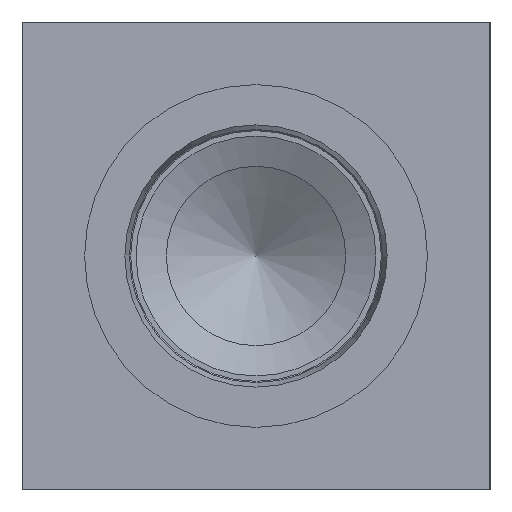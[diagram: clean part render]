
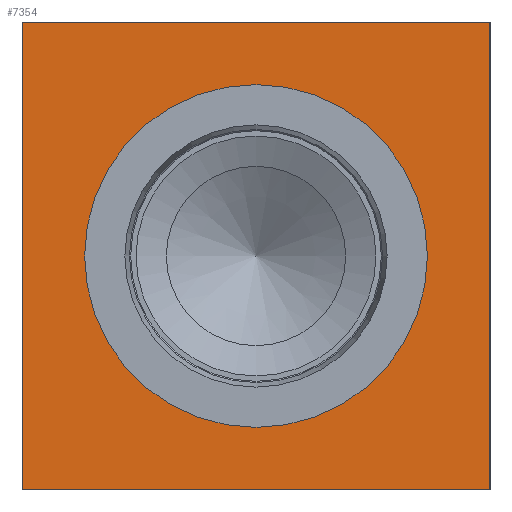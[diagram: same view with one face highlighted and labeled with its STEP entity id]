
A CAD part, left-side view. The second image highlights one B-rep face of the part: STEP entity #7354.
In plain terms, the highlighted planar face has unit normal (-1, 0, 0).
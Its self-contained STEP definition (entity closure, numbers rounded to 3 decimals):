
#126=CIRCLE('',#7653,32.563);
#127=CIRCLE('',#7654,32.563);
#246=FACE_BOUND('',#1336,.T.);
#911=FACE_OUTER_BOUND('',#1335,.T.);
#1335=EDGE_LOOP('',(#6432,#6433,#6434,#6435));
#1336=EDGE_LOOP('',(#6436,#6437));
#1601=LINE('',#11297,#2299);
#2039=LINE('',#12594,#2737);
#2040=LINE('',#12595,#2738);
#2041=LINE('',#12596,#2739);
#2299=VECTOR('',#8167,10.);
#2737=VECTOR('',#9283,10.);
#2738=VECTOR('',#9284,10.);
#2739=VECTOR('',#9285,10.);
#3027=VERTEX_POINT('',#11290);
#3030=VERTEX_POINT('',#11295);
#3343=VERTEX_POINT('',#12347);
#3344=VERTEX_POINT('',#12348);
#3421=VERTEX_POINT('',#12592);
#3422=VERTEX_POINT('',#12593);
#3851=EDGE_CURVE('',#3030,#3027,#1601,.T.);
#4315=EDGE_CURVE('',#3343,#3344,#126,.T.);
#4316=EDGE_CURVE('',#3344,#3343,#127,.T.);
#4431=EDGE_CURVE('',#3421,#3422,#2039,.T.);
#4432=EDGE_CURVE('',#3422,#3027,#2040,.T.);
#4433=EDGE_CURVE('',#3421,#3030,#2041,.T.);
#6432=ORIENTED_EDGE('',*,*,#4431,.T.);
#6433=ORIENTED_EDGE('',*,*,#4432,.T.);
#6434=ORIENTED_EDGE('',*,*,#3851,.F.);
#6435=ORIENTED_EDGE('',*,*,#4433,.F.);
#6436=ORIENTED_EDGE('',*,*,#4315,.T.);
#6437=ORIENTED_EDGE('',*,*,#4316,.T.);
#6684=PLANE('',#7777);
#7354=ADVANCED_FACE('',(#911,#246),#6684,.T.);
#7653=AXIS2_PLACEMENT_3D('',#12349,#8991,#8992);
#7654=AXIS2_PLACEMENT_3D('',#12350,#8993,#8994);
#7777=AXIS2_PLACEMENT_3D('',#12591,#9281,#9282);
#8167=DIRECTION('',(0.,-1.,0.));
#8991=DIRECTION('center_axis',(1.,0.,0.));
#8992=DIRECTION('ref_axis',(0.,0.,1.));
#8993=DIRECTION('center_axis',(1.,0.,0.));
#8994=DIRECTION('ref_axis',(0.,0.,1.));
#9281=DIRECTION('center_axis',(-1.,0.,0.));
#9282=DIRECTION('ref_axis',(0.,-1.,0.));
#9283=DIRECTION('',(0.,-1.,0.));
#9284=DIRECTION('',(0.,0.,1.));
#9285=DIRECTION('',(0.,0.,1.));
#11290=CARTESIAN_POINT('',(0.,0.,88.9));
#11295=CARTESIAN_POINT('',(0.,88.9,88.9));
#11297=CARTESIAN_POINT('',(0.,88.9,88.9));
#12347=CARTESIAN_POINT('',(0.,44.45,77.013));
#12348=CARTESIAN_POINT('',(0.,44.45,11.887));
#12349=CARTESIAN_POINT('Origin',(0.,44.45,44.45));
#12350=CARTESIAN_POINT('Origin',(0.,44.45,44.45));
#12591=CARTESIAN_POINT('Origin',(0.,88.9,0.));
#12592=CARTESIAN_POINT('',(0.,88.9,0.));
#12593=CARTESIAN_POINT('',(0.,0.,0.));
#12594=CARTESIAN_POINT('',(0.,88.9,0.));
#12595=CARTESIAN_POINT('',(0.,0.,0.));
#12596=CARTESIAN_POINT('',(0.,88.9,0.));
